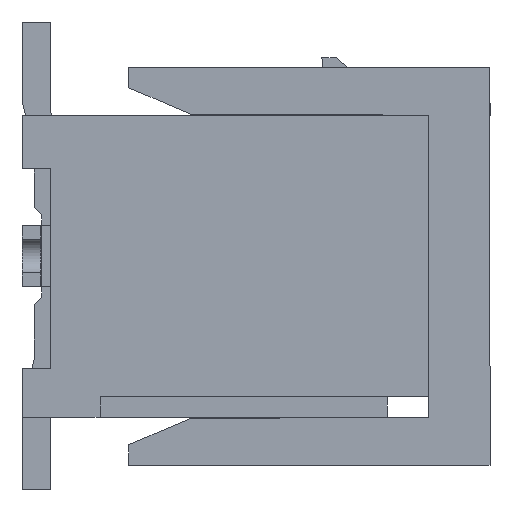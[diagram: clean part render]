
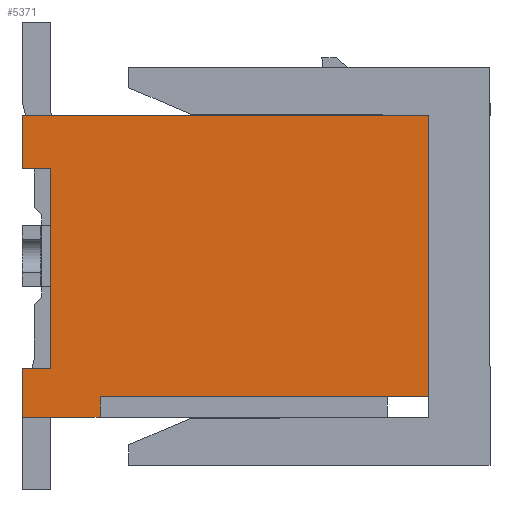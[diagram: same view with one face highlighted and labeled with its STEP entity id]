
A CAD part, left-side view. The second image highlights one B-rep face of the part: STEP entity #5371.
In plain terms, the highlighted planar face has unit normal (-1, 0, 0).
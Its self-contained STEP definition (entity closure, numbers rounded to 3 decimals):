
#587=ORIENTED_EDGE('',*,*,#1986,.F.);
#588=ORIENTED_EDGE('',*,*,#1984,.F.);
#589=ORIENTED_EDGE('',*,*,#2080,.F.);
#590=ORIENTED_EDGE('',*,*,#2081,.F.);
#591=ORIENTED_EDGE('',*,*,#2069,.T.);
#592=ORIENTED_EDGE('',*,*,#1748,.T.);
#593=ORIENTED_EDGE('',*,*,#2082,.T.);
#594=ORIENTED_EDGE('',*,*,#1944,.F.);
#595=ORIENTED_EDGE('',*,*,#1948,.F.);
#596=ORIENTED_EDGE('',*,*,#1885,.F.);
#1748=EDGE_CURVE('',#2535,#2534,#3056,.T.);
#1885=EDGE_CURVE('',#2659,#2660,#3185,.T.);
#1944=EDGE_CURVE('',#2713,#2714,#3244,.T.);
#1948=EDGE_CURVE('',#2660,#2713,#3248,.T.);
#1984=EDGE_CURVE('',#2737,#2731,#3284,.T.);
#1986=EDGE_CURVE('',#2731,#2659,#3285,.T.);
#2069=EDGE_CURVE('',#2798,#2535,#3368,.T.);
#2080=EDGE_CURVE('',#2803,#2737,#3379,.T.);
#2081=EDGE_CURVE('',#2798,#2803,#3380,.T.);
#2082=EDGE_CURVE('',#2534,#2714,#3381,.T.);
#2534=VERTEX_POINT('',#7449);
#2535=VERTEX_POINT('',#7451);
#2659=VERTEX_POINT('',#7730);
#2660=VERTEX_POINT('',#7732);
#2713=VERTEX_POINT('',#7850);
#2714=VERTEX_POINT('',#7852);
#2731=VERTEX_POINT('',#7908);
#2737=VERTEX_POINT('',#7920);
#2798=VERTEX_POINT('',#8075);
#2803=VERTEX_POINT('',#8093);
#3056=LINE('',#7450,#3810);
#3185=LINE('',#7731,#3939);
#3244=LINE('',#7851,#3998);
#3248=LINE('',#7858,#4002);
#3284=LINE('',#7921,#4038);
#3285=LINE('',#7924,#4039);
#3368=LINE('',#8074,#4122);
#3379=LINE('',#8094,#4133);
#3380=LINE('',#8096,#4134);
#3381=LINE('',#8097,#4135);
#3810=VECTOR('',#6024,1000.);
#3939=VECTOR('',#6207,1000.);
#3998=VECTOR('',#6280,1000.);
#4002=VECTOR('',#6286,1000.);
#4038=VECTOR('',#6332,1000.);
#4039=VECTOR('',#6337,1000.);
#4122=VECTOR('',#6434,1000.);
#4133=VECTOR('',#6451,1000.);
#4134=VECTOR('',#6454,1000.);
#4135=VECTOR('',#6455,1000.);
#4569=EDGE_LOOP('',(#587,#588,#589,#590,#591,#592,#593,#594,#595,#596));
#4853=FACE_BOUND('',#4569,.T.);
#5121=PLANE('',#5696);
#5371=ADVANCED_FACE('',(#4853),#5121,.T.);
#5696=AXIS2_PLACEMENT_3D('',#8095,#6452,#6453);
#6024=DIRECTION('',(0.,0.,1.));
#6207=DIRECTION('',(0.,0.,1.));
#6280=DIRECTION('',(0.,0.,1.));
#6286=DIRECTION('',(0.,1.,0.));
#6332=DIRECTION('',(0.,0.,1.));
#6337=DIRECTION('',(0.,-1.,0.));
#6434=DIRECTION('',(0.,-1.,0.));
#6451=DIRECTION('',(0.,1.,0.));
#6452=DIRECTION('',(-1.,0.,0.));
#6453=DIRECTION('',(0.,0.,1.));
#6454=DIRECTION('',(0.,0.,-1.));
#6455=DIRECTION('',(0.,1.,0.));
#7449=CARTESIAN_POINT('',(-6.35,-4.95,3.68));
#7450=CARTESIAN_POINT('',(-6.35,-4.95,-3.68));
#7451=CARTESIAN_POINT('',(-6.35,-4.95,-3.18));
#7730=CARTESIAN_POINT('',(-6.35,4.25,-2.48));
#7731=CARTESIAN_POINT('',(-6.35,4.25,-2.48));
#7732=CARTESIAN_POINT('',(-6.35,4.25,2.37));
#7850=CARTESIAN_POINT('',(-6.35,4.95,2.37));
#7851=CARTESIAN_POINT('',(-6.35,4.95,-3.68));
#7852=CARTESIAN_POINT('',(-6.35,4.95,3.68));
#7858=CARTESIAN_POINT('',(-6.35,4.25,2.37));
#7908=CARTESIAN_POINT('',(-6.35,4.95,-2.48));
#7920=CARTESIAN_POINT('',(-6.35,4.95,-3.68));
#7921=CARTESIAN_POINT('',(-6.35,4.95,-3.68));
#7924=CARTESIAN_POINT('',(-6.35,4.95,-2.48));
#8074=CARTESIAN_POINT('',(-6.35,-4.95,-3.18));
#8075=CARTESIAN_POINT('',(-6.35,3.05,-3.18));
#8093=CARTESIAN_POINT('',(-6.35,3.05,-3.68));
#8094=CARTESIAN_POINT('',(-6.35,-4.95,-3.68));
#8095=CARTESIAN_POINT('',(-6.35,-4.95,-3.68));
#8096=CARTESIAN_POINT('',(-6.35,3.05,-3.18));
#8097=CARTESIAN_POINT('',(-6.35,-4.95,3.68));
